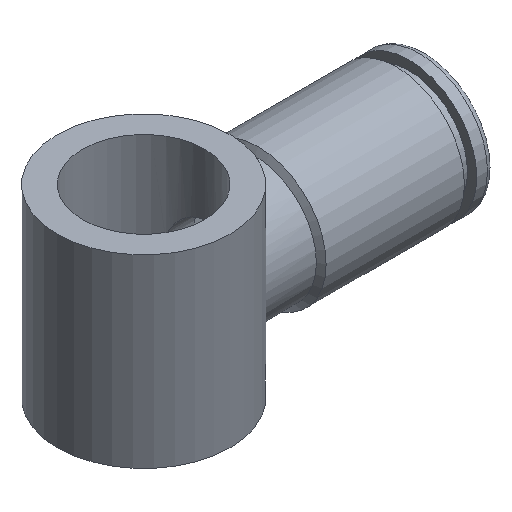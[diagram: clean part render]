
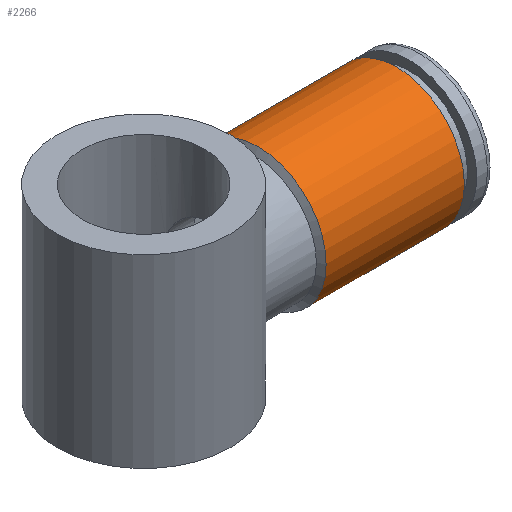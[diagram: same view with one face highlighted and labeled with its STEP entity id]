
A CAD part, isometric view. The second image highlights one B-rep face of the part: STEP entity #2266.
In plain terms, the highlighted cylindrical face has radius 5.5 mm (diameter 11 mm), a full revolution.
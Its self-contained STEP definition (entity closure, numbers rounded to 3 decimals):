
#399=ORIENTED_EDGE('',*,*,#497,.T.);
#400=ORIENTED_EDGE('',*,*,#498,.F.);
#437=CIRCLE('',#2213,5.5);
#438=CIRCLE('',#2215,5.5);
#467=VERTEX_POINT('',#2142);
#468=VERTEX_POINT('',#2145);
#497=EDGE_CURVE('',#467,#467,#437,.T.);
#498=EDGE_CURVE('',#468,#468,#438,.T.);
#547=EDGE_LOOP('',(#399));
#548=EDGE_LOOP('',(#400));
#607=FACE_BOUND('',#547,.T.);
#608=FACE_BOUND('',#548,.T.);
#705=DIRECTION('',(0.,1.,0.));
#706=DIRECTION('',(5.5,0.,0.));
#707=DIRECTION('',(0.,1.,0.));
#708=DIRECTION('',(1.,0.,0.));
#709=DIRECTION('',(0.,1.,0.));
#710=DIRECTION('',(5.5,0.,0.));
#2142=CARTESIAN_POINT('',(-16.502,15.603,0.));
#2143=CARTESIAN_POINT('',(-22.002,15.603,0.));
#2144=CARTESIAN_POINT('',(-22.002,15.603,0.));
#2145=CARTESIAN_POINT('',(-16.502,26.815,0.));
#2146=CARTESIAN_POINT('',(-22.002,26.815,0.));
#2213=AXIS2_PLACEMENT_3D('',#2143,#705,#706);
#2214=AXIS2_PLACEMENT_3D('',#2144,#707,#708);
#2215=AXIS2_PLACEMENT_3D('',#2146,#709,#710);
#2243=CYLINDRICAL_SURFACE('',#2214,5.5);
#2266=ADVANCED_FACE('',(#607,#608),#2243,.T.);
